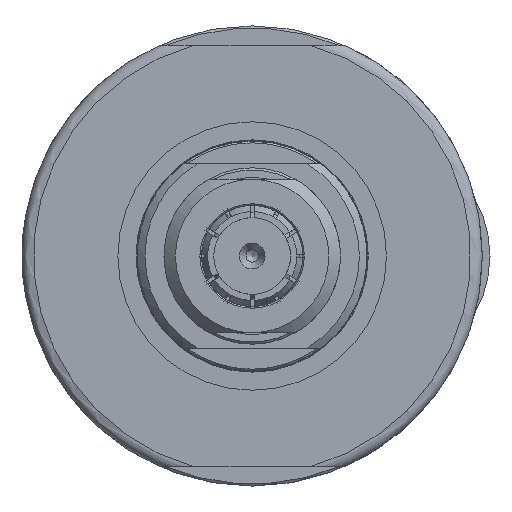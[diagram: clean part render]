
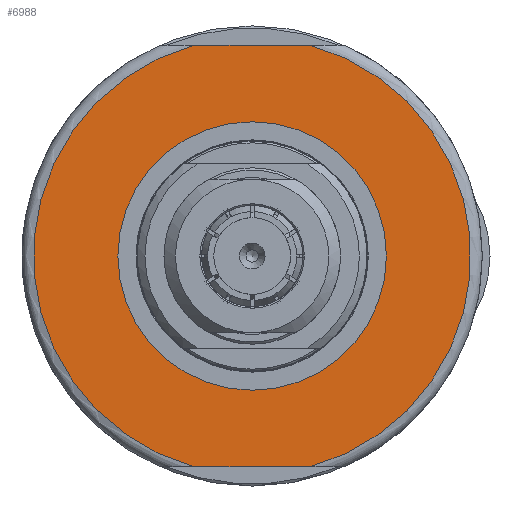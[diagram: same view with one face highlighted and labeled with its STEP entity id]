
A CAD part, left-side view. The second image highlights one B-rep face of the part: STEP entity #6988.
In plain terms, the highlighted planar face has unit normal (-1, 0, 0).
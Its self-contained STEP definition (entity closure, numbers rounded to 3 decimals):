
#548=LINE('',#11490,#1008);
#549=LINE('',#11491,#1009);
#1008=VECTOR('',#9062,10.);
#1009=VECTOR('',#9063,10.);
#1354=FACE_BOUND('',#2015,.T.);
#1603=FACE_OUTER_BOUND('',#2014,.T.);
#2014=EDGE_LOOP('',(#5392,#5393,#5394,#5395));
#2015=EDGE_LOOP('',(#5396));
#2431=CIRCLE('',#7635,17.5);
#2439=CIRCLE('',#7646,28.5);
#2442=CIRCLE('',#7650,28.5);
#2919=VERTEX_POINT('',#11398);
#2928=VERTEX_POINT('',#11421);
#2929=VERTEX_POINT('',#11436);
#2931=VERTEX_POINT('',#11455);
#2934=VERTEX_POINT('',#11473);
#3779=EDGE_CURVE('',#2919,#2919,#2431,.T.);
#3790=EDGE_CURVE('',#2928,#2929,#2439,.T.);
#3796=EDGE_CURVE('',#2934,#2931,#2442,.T.);
#3797=EDGE_CURVE('',#2928,#2931,#548,.T.);
#3798=EDGE_CURVE('',#2934,#2929,#549,.T.);
#5392=ORIENTED_EDGE('',*,*,#3797,.T.);
#5393=ORIENTED_EDGE('',*,*,#3796,.F.);
#5394=ORIENTED_EDGE('',*,*,#3798,.T.);
#5395=ORIENTED_EDGE('',*,*,#3790,.F.);
#5396=ORIENTED_EDGE('',*,*,#3779,.T.);
#6297=PLANE('',#7651);
#6988=ADVANCED_FACE('',(#1603,#1354),#6297,.T.);
#7635=AXIS2_PLACEMENT_3D('',#11400,#9026,#9027);
#7646=AXIS2_PLACEMENT_3D('',#11437,#9050,#9051);
#7650=AXIS2_PLACEMENT_3D('',#11488,#9058,#9059);
#7651=AXIS2_PLACEMENT_3D('',#11489,#9060,#9061);
#9026=DIRECTION('center_axis',(1.,0.,0.));
#9027=DIRECTION('ref_axis',(0.,-1.,0.));
#9050=DIRECTION('center_axis',(1.,0.,0.));
#9051=DIRECTION('ref_axis',(0.,-1.,0.));
#9058=DIRECTION('center_axis',(1.,0.,0.));
#9059=DIRECTION('ref_axis',(0.,-1.,0.));
#9060=DIRECTION('center_axis',(-1.,0.,0.));
#9061=DIRECTION('ref_axis',(0.,0.,-1.));
#9062=DIRECTION('',(0.,-1.,0.));
#9063=DIRECTION('',(0.,1.,0.));
#11398=CARTESIAN_POINT('',(-158.,17.5,0.));
#11400=CARTESIAN_POINT('Origin',(-158.,0.,0.));
#11421=CARTESIAN_POINT('',(-158.,7.483,-27.5));
#11436=CARTESIAN_POINT('',(-158.,7.483,27.5));
#11437=CARTESIAN_POINT('Origin',(-158.,0.,0.));
#11455=CARTESIAN_POINT('',(-158.,-7.483,-27.5));
#11473=CARTESIAN_POINT('',(-158.,-7.483,27.5));
#11488=CARTESIAN_POINT('Origin',(-158.,0.,0.));
#11489=CARTESIAN_POINT('Origin',(-158.,-23.,0.));
#11490=CARTESIAN_POINT('',(-158.,-24.063,-27.5));
#11491=CARTESIAN_POINT('',(-158.,1.553,27.5));
